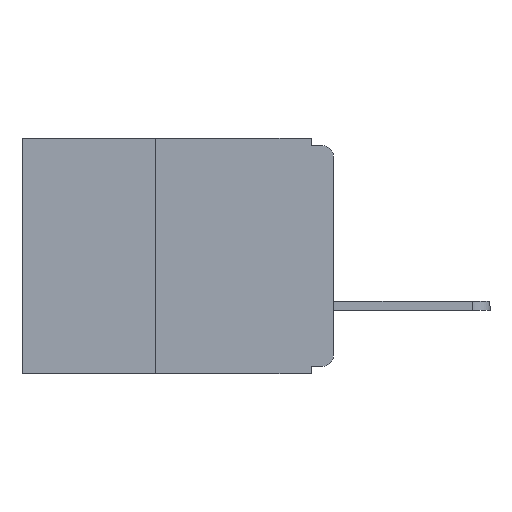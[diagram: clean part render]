
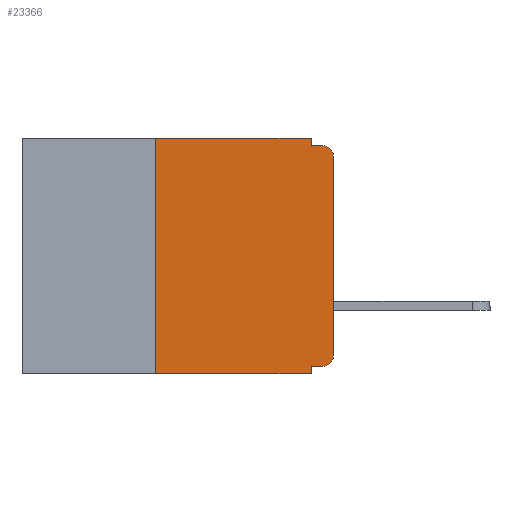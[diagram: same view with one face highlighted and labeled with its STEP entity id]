
A CAD part, left-side view. The second image highlights one B-rep face of the part: STEP entity #23366.
In plain terms, the highlighted planar face has unit normal (-1, 0, 0).
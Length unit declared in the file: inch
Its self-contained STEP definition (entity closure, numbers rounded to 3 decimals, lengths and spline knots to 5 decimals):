
#612 = CARTESIAN_POINT ( 'NONE',  ( 0., 0.437, 0. ) ) ;
#700 = CARTESIAN_POINT ( 'NONE',  ( 0., 0., 0. ) ) ;
#896 = LINE ( 'NONE', #700, #19179 ) ;
#2314 = EDGE_CURVE ( 'NONE', #14573, #6387, #16975, .T. ) ;
#2430 = ORIENTED_EDGE ( 'NONE', *, *, #3417, .T. ) ;
#2594 = AXIS2_PLACEMENT_3D ( 'NONE', #17725, #3463, #20118 ) ;
#2938 = VECTOR ( 'NONE', #21557, 39.37008 ) ;
#3050 = DIRECTION ( 'NONE',  ( 0., 0., -1. ) ) ;
#3143 = DIRECTION ( 'NONE',  ( 0., 0., 1. ) ) ;
#3417 = EDGE_CURVE ( 'NONE', #24133, #5900, #896, .T. ) ;
#3442 = LINE ( 'NONE', #9400, #27948 ) ;
#3453 = CARTESIAN_POINT ( 'NONE',  ( 0., 0.25, -0.33 ) ) ;
#3463 = DIRECTION ( 'NONE',  ( -1., 0., 0. ) ) ;
#3511 = VERTEX_POINT ( 'NONE', #3453 ) ;
#4008 = ORIENTED_EDGE ( 'NONE', *, *, #2314, .F. ) ;
#4534 = LINE ( 'NONE', #11358, #29015 ) ;
#4671 = DIRECTION ( 'NONE',  ( 0., -1., 0. ) ) ;
#4980 = VERTEX_POINT ( 'NONE', #13666 ) ;
#5900 = VERTEX_POINT ( 'NONE', #17376 ) ;
#6387 = VERTEX_POINT ( 'NONE', #19085 ) ;
#6858 = VERTEX_POINT ( 'NONE', #20965 ) ;
#7276 = VERTEX_POINT ( 'NONE', #24853 ) ;
#7683 = CARTESIAN_POINT ( 'NONE',  ( 0., 0., -0.01 ) ) ;
#9292 = LINE ( 'NONE', #19143, #2938 ) ;
#9400 = CARTESIAN_POINT ( 'NONE',  ( 0., 0.031, -0.33 ) ) ;
#9492 = EDGE_CURVE ( 'NONE', #7276, #6858, #3442, .T. ) ;
#11198 = ORIENTED_EDGE ( 'NONE', *, *, #30054, .T. ) ;
#11336 = EDGE_CURVE ( 'NONE', #18371, #4980, #19650, .T. ) ;
#11358 = CARTESIAN_POINT ( 'NONE',  ( 0., 0., -0.32 ) ) ;
#11843 = CARTESIAN_POINT ( 'NONE',  ( 0., 0.015, -0.025 ) ) ;
#11995 = CARTESIAN_POINT ( 'NONE',  ( 0., 0.437, 0. ) ) ;
#13030 = ORIENTED_EDGE ( 'NONE', *, *, #19468, .T. ) ;
#13314 = VECTOR ( 'NONE', #26226, 39.37008 ) ;
#13666 = CARTESIAN_POINT ( 'NONE',  ( 0., 0.031, 0. ) ) ;
#13808 = DIRECTION ( 'NONE',  ( 0., 0., -1. ) ) ;
#14218 = DIRECTION ( 'NONE',  ( 0., 0., -1. ) ) ;
#14264 = FACE_OUTER_BOUND ( 'NONE', #30766, .T. ) ;
#14573 = VERTEX_POINT ( 'NONE', #17689 ) ;
#14633 = ORIENTED_EDGE ( 'NONE', *, *, #9492, .F. ) ;
#14889 = EDGE_CURVE ( 'NONE', #20865, #7276, #4534, .T. ) ;
#15555 = EDGE_CURVE ( 'NONE', #4980, #14573, #18662, .T. ) ;
#16201 = CARTESIAN_POINT ( 'NONE',  ( 0., 0.031, 0. ) ) ;
#16218 = VECTOR ( 'NONE', #28995, 39.37008 ) ;
#16975 = LINE ( 'NONE', #7683, #16218 ) ;
#17326 = DIRECTION ( 'NONE',  ( 1., 0., 0. ) ) ;
#17376 = CARTESIAN_POINT ( 'NONE',  ( 0., 0., -0.025 ) ) ;
#17689 = CARTESIAN_POINT ( 'NONE',  ( 0., 0.031, -0.01 ) ) ;
#17725 = CARTESIAN_POINT ( 'NONE',  ( 0., 0.015, -0.305 ) ) ;
#17732 = ORIENTED_EDGE ( 'NONE', *, *, #20024, .T. ) ;
#17931 = VECTOR ( 'NONE', #13808, 39.37008 ) ;
#18371 = VERTEX_POINT ( 'NONE', #21721 ) ;
#18662 = LINE ( 'NONE', #16201, #17931 ) ;
#19085 = CARTESIAN_POINT ( 'NONE',  ( 0., 0.015, -0.01 ) ) ;
#19143 = CARTESIAN_POINT ( 'NONE',  ( 0., 0.25, -0.33 ) ) ;
#19179 = VECTOR ( 'NONE', #3143, 39.37008 ) ;
#19198 = ORIENTED_EDGE ( 'NONE', *, *, #11336, .F. ) ;
#19468 = EDGE_CURVE ( 'NONE', #5900, #6387, #27562, .T. ) ;
#19650 = LINE ( 'NONE', #11995, #13314 ) ;
#19672 = CARTESIAN_POINT ( 'NONE',  ( 0., 0.015, -0.32 ) ) ;
#19800 = AXIS2_PLACEMENT_3D ( 'NONE', #11843, #28415, #14218 ) ;
#19973 = ORIENTED_EDGE ( 'NONE', *, *, #14889, .F. ) ;
#20024 = EDGE_CURVE ( 'NONE', #3511, #6858, #30829, .T. ) ;
#20118 = DIRECTION ( 'NONE',  ( 0., 0., -1. ) ) ;
#20270 = ORIENTED_EDGE ( 'NONE', *, *, #30457, .F. ) ;
#20865 = VERTEX_POINT ( 'NONE', #19672 ) ;
#20960 = DIRECTION ( 'NONE',  ( 0., 1., 0. ) ) ;
#20965 = CARTESIAN_POINT ( 'NONE',  ( 0., 0.031, -0.33 ) ) ;
#21316 = CARTESIAN_POINT ( 'NONE',  ( 0., 0.437, -0.33 ) ) ;
#21385 = DIRECTION ( 'NONE',  ( 0., 0., -1. ) ) ;
#21557 = DIRECTION ( 'NONE',  ( 0., 0., 1. ) ) ;
#21721 = CARTESIAN_POINT ( 'NONE',  ( 0., 0.25, 0. ) ) ;
#22093 = ORIENTED_EDGE ( 'NONE', *, *, #15555, .F. ) ;
#23366 = ADVANCED_FACE ( 'NONE', ( #14264 ), #26750, .F. ) ;
#24133 = VERTEX_POINT ( 'NONE', #30293 ) ;
#24587 = VECTOR ( 'NONE', #4671, 39.37008 ) ;
#24853 = CARTESIAN_POINT ( 'NONE',  ( 0., 0.031, -0.32 ) ) ;
#25431 = AXIS2_PLACEMENT_3D ( 'NONE', #612, #17326, #3050 ) ;
#26226 = DIRECTION ( 'NONE',  ( 0., -1., 0. ) ) ;
#26750 = PLANE ( 'NONE',  #25431 ) ;
#26775 = CIRCLE ( 'NONE', #2594, 0.015 ) ;
#27562 = CIRCLE ( 'NONE', #19800, 0.015 ) ;
#27948 = VECTOR ( 'NONE', #21385, 39.37008 ) ;
#28415 = DIRECTION ( 'NONE',  ( -1., 0., 0. ) ) ;
#28995 = DIRECTION ( 'NONE',  ( 0., -1., 0. ) ) ;
#29015 = VECTOR ( 'NONE', #20960, 39.37008 ) ;
#30054 = EDGE_CURVE ( 'NONE', #20865, #24133, #26775, .T. ) ;
#30293 = CARTESIAN_POINT ( 'NONE',  ( 0., 0., -0.305 ) ) ;
#30457 = EDGE_CURVE ( 'NONE', #3511, #18371, #9292, .T. ) ;
#30766 = EDGE_LOOP ( 'NONE', ( #2430, #13030, #4008, #22093, #19198, #20270, #17732, #14633, #19973, #11198 ) ) ;
#30829 = LINE ( 'NONE', #21316, #24587 ) ;
